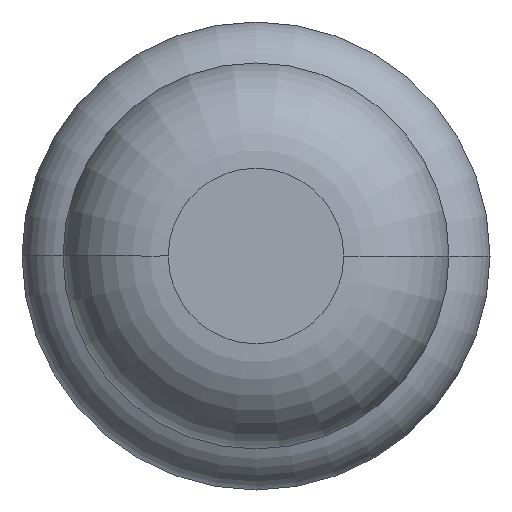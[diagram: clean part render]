
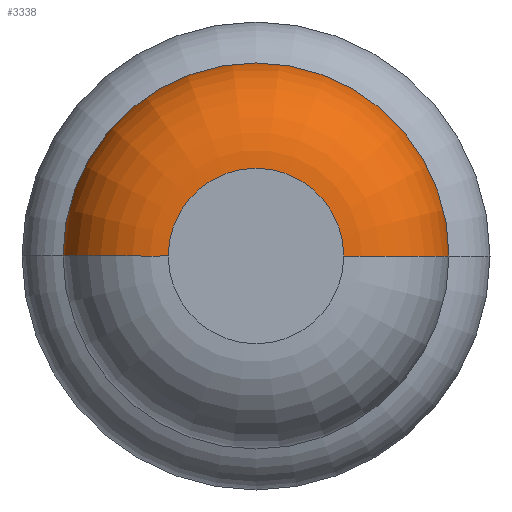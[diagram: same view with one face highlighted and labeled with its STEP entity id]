
A CAD part, front view. The second image highlights one B-rep face of the part: STEP entity #3338.
In plain terms, the highlighted toroidal (fillet/blend) face has major radius 0.375 mm and minor radius 0.45 mm.
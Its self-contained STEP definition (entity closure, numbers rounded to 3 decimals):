
#34 = ORIENTED_EDGE ( 'NONE', *, *, #1448, .T. ) ;
#104 = CARTESIAN_POINT ( 'NONE',  ( 0.375, -32., 0. ) ) ;
#135 = TOROIDAL_SURFACE ( 'NONE', #2500, 0.375, 0.45 ) ;
#209 = CARTESIAN_POINT ( 'NONE',  ( -0.375, -31.55, 0. ) ) ;
#290 = AXIS2_PLACEMENT_3D ( 'NONE', #3995, #3185, #2800 ) ;
#481 = EDGE_CURVE ( 'Defeature ausgef�hrt1_6+Defeature ausgef�hrt1_7+Defeature ausgef�hrt1_7+Defeature ausgef�hrt1_7', #3402, #4635, #2580, .T. ) ;
#506 = CARTESIAN_POINT ( 'NONE',  ( 0.375, -31.55, 0. ) ) ;
#575 = DIRECTION ( 'NONE',  ( 0., 0., 1. ) ) ;
#657 = EDGE_CURVE ( 'NONE', #2090, #4635, #3652, .T. ) ;
#845 = DIRECTION ( 'NONE',  ( 1., 0., 0. ) ) ;
#1144 = VERTEX_POINT ( 'NONE', #1316 ) ;
#1157 = CARTESIAN_POINT ( 'NONE',  ( 0., -31.55, 0. ) ) ;
#1174 = ORIENTED_EDGE ( 'NONE', *, *, #1453, .F. ) ;
#1316 = CARTESIAN_POINT ( 'NONE',  ( 0.825, -31.55, 0. ) ) ;
#1448 = EDGE_CURVE ( 'Defeature ausgef�hrt1_7+Defeature ausgef�hrt1_8+Defeature ausgef�hrt1_8+Defeature ausgef�hrt1_8', #1144, #2090, #1621, .T. ) ;
#1453 = EDGE_CURVE ( 'NONE', #1144, #3402, #1920, .T. ) ;
#1621 = CIRCLE ( 'NONE', #290, 0.825 ) ;
#1679 = CARTESIAN_POINT ( 'NONE',  ( -0.375, -32., 0. ) ) ;
#1920 = CIRCLE ( 'NONE', #2801, 0.45 ) ;
#1991 = DIRECTION ( 'NONE',  ( 0., -1., 0. ) ) ;
#2090 = VERTEX_POINT ( 'NONE', #2321 ) ;
#2321 = CARTESIAN_POINT ( 'NONE',  ( -0.825, -31.55, 0. ) ) ;
#2351 = DIRECTION ( 'NONE',  ( 1., 0., 0. ) ) ;
#2500 = AXIS2_PLACEMENT_3D ( 'NONE', #1157, #4585, #2351 ) ;
#2580 = CIRCLE ( 'NONE', #2672, 0.375 ) ;
#2672 = AXIS2_PLACEMENT_3D ( 'NONE', #4284, #1991, #845 ) ;
#2800 = DIRECTION ( 'NONE',  ( 1., 0., 0. ) ) ;
#2801 = AXIS2_PLACEMENT_3D ( 'NONE', #506, #4729, #3217 ) ;
#3185 = DIRECTION ( 'NONE',  ( 0., -1., 0. ) ) ;
#3217 = DIRECTION ( 'NONE',  ( -1., 0., 0. ) ) ;
#3338 = ADVANCED_FACE ( 'Defeature ausgef�hrt1_7', ( #4349 ), #135, .T. ) ;
#3339 = ORIENTED_EDGE ( 'NONE', *, *, #657, .T. ) ;
#3402 = VERTEX_POINT ( 'NONE', #104 ) ;
#3454 = ORIENTED_EDGE ( 'NONE', *, *, #481, .F. ) ;
#3652 = CIRCLE ( 'NONE', #4471, 0.45 ) ;
#3995 = CARTESIAN_POINT ( 'NONE',  ( 0., -31.55, 0. ) ) ;
#4042 = DIRECTION ( 'NONE',  ( 1., 0., 0. ) ) ;
#4284 = CARTESIAN_POINT ( 'NONE',  ( 0., -32., 0. ) ) ;
#4349 = FACE_OUTER_BOUND ( 'NONE', #4453, .T. ) ;
#4453 = EDGE_LOOP ( 'NONE', ( #34, #3339, #3454, #1174 ) ) ;
#4471 = AXIS2_PLACEMENT_3D ( 'NONE', #209, #575, #4042 ) ;
#4585 = DIRECTION ( 'NONE',  ( 0., -1., 0. ) ) ;
#4635 = VERTEX_POINT ( 'NONE', #1679 ) ;
#4729 = DIRECTION ( 'NONE',  ( 0., 0., -1. ) ) ;
